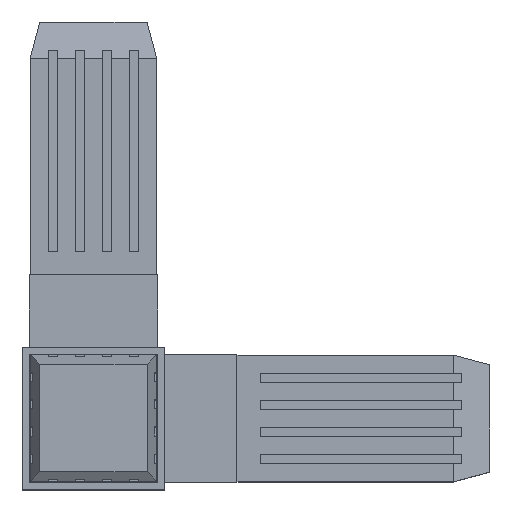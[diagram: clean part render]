
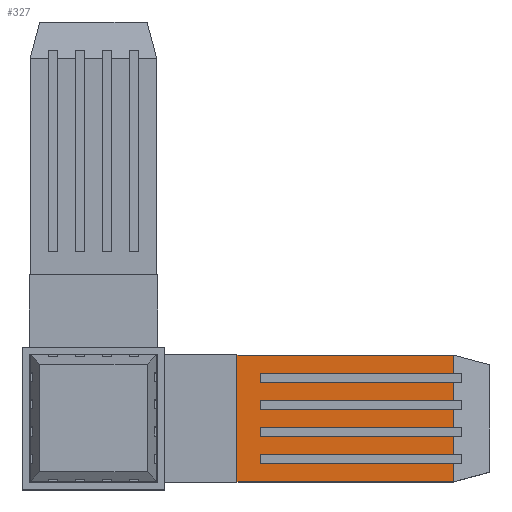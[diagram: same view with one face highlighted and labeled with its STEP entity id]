
A CAD part, top view. The second image highlights one B-rep face of the part: STEP entity #327.
In plain terms, the highlighted planar face has unit normal (0, 0, 1).
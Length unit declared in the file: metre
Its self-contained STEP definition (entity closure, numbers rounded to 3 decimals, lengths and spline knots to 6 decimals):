
#327=ADVANCED_FACE('',(#855),#856,.T.);
#855=FACE_OUTER_BOUND('',#1594,.T.);
#856=PLANE('',#1595);
#1594=EDGE_LOOP('',(#2520,#2521,#2522,#2523,#2524,#2525,#2526,#2527,#2528,#2529,#2530,#2531,#2532,#2533,#2534,#2535,#2536,#2537,#2538,#2539));
#1595=AXIS2_PLACEMENT_3D('',#2540,#2541,#2542);
#2520=ORIENTED_EDGE('',*,*,#4755,.T.);
#2521=ORIENTED_EDGE('',*,*,#4756,.T.);
#2522=ORIENTED_EDGE('',*,*,#4757,.T.);
#2523=ORIENTED_EDGE('',*,*,#4758,.T.);
#2524=ORIENTED_EDGE('',*,*,#4759,.T.);
#2525=ORIENTED_EDGE('',*,*,#4760,.T.);
#2526=ORIENTED_EDGE('',*,*,#4761,.T.);
#2527=ORIENTED_EDGE('',*,*,#4762,.T.);
#2528=ORIENTED_EDGE('',*,*,#4751,.T.);
#2529=ORIENTED_EDGE('',*,*,#4763,.T.);
#2530=ORIENTED_EDGE('',*,*,#4764,.T.);
#2531=ORIENTED_EDGE('',*,*,#4765,.T.);
#2532=ORIENTED_EDGE('',*,*,#4766,.T.);
#2533=ORIENTED_EDGE('',*,*,#4767,.T.);
#2534=ORIENTED_EDGE('',*,*,#4768,.F.);
#2535=ORIENTED_EDGE('',*,*,#4769,.F.);
#2536=ORIENTED_EDGE('',*,*,#4770,.F.);
#2537=ORIENTED_EDGE('',*,*,#4771,.T.);
#2538=ORIENTED_EDGE('',*,*,#4772,.T.);
#2539=ORIENTED_EDGE('',*,*,#4773,.T.);
#2540=CARTESIAN_POINT('',(0.567995,0.012535,0.023673));
#2541=DIRECTION('',(0.0,0.0,1.0));
#2542=DIRECTION('',(1.0,0.0,0.0));
#4751=EDGE_CURVE('',#5822,#5820,#5823,.T.);
#4755=EDGE_CURVE('',#5828,#5829,#5830,.T.);
#4756=EDGE_CURVE('',#5829,#5831,#5832,.T.);
#4757=EDGE_CURVE('',#5831,#5833,#5834,.T.);
#4758=EDGE_CURVE('',#5833,#5835,#5836,.T.);
#4759=EDGE_CURVE('',#5835,#5837,#5838,.T.);
#4760=EDGE_CURVE('',#5837,#5839,#5840,.T.);
#4761=EDGE_CURVE('',#5839,#5841,#5842,.T.);
#4762=EDGE_CURVE('',#5841,#5822,#5843,.T.);
#4763=EDGE_CURVE('',#5820,#5844,#5845,.T.);
#4764=EDGE_CURVE('',#5844,#5846,#5847,.T.);
#4765=EDGE_CURVE('',#5846,#5848,#5849,.T.);
#4766=EDGE_CURVE('',#5848,#5850,#5851,.T.);
#4767=EDGE_CURVE('',#5850,#5852,#5853,.T.);
#4768=EDGE_CURVE('',#5854,#5852,#5855,.T.);
#4769=EDGE_CURVE('',#5856,#5854,#5857,.T.);
#4770=EDGE_CURVE('',#5858,#5856,#5859,.T.);
#4771=EDGE_CURVE('',#5858,#5860,#5861,.T.);
#4772=EDGE_CURVE('',#5860,#5862,#5863,.T.);
#4773=EDGE_CURVE('',#5862,#5828,#5864,.T.);
#5820=VERTEX_POINT('',#7352);
#5822=VERTEX_POINT('',#7355);
#5823=LINE('',#7356,#7357);
#5828=VERTEX_POINT('',#7364);
#5829=VERTEX_POINT('',#7365);
#5830=LINE('',#7366,#7367);
#5831=VERTEX_POINT('',#7368);
#5832=LINE('',#7369,#7370);
#5833=VERTEX_POINT('',#7371);
#5834=LINE('',#7372,#7373);
#5835=VERTEX_POINT('',#7374);
#5836=LINE('',#7375,#7376);
#5837=VERTEX_POINT('',#7377);
#5838=LINE('',#7378,#7379);
#5839=VERTEX_POINT('',#7380);
#5840=LINE('',#7381,#7382);
#5841=VERTEX_POINT('',#7383);
#5842=LINE('',#7384,#7385);
#5843=LINE('',#7386,#7387);
#5844=VERTEX_POINT('',#7388);
#5845=LINE('',#7389,#7390);
#5846=VERTEX_POINT('',#7391);
#5847=LINE('',#7392,#7393);
#5848=VERTEX_POINT('',#7394);
#5849=LINE('',#7395,#7396);
#5850=VERTEX_POINT('',#7397);
#5851=LINE('',#7398,#7399);
#5852=VERTEX_POINT('',#7400);
#5853=LINE('',#7401,#7402);
#5854=VERTEX_POINT('',#7403);
#5855=LINE('',#7404,#7405);
#5856=VERTEX_POINT('',#7406);
#5857=LINE('',#7407,#7408);
#5858=VERTEX_POINT('',#7409);
#5859=LINE('',#7410,#7411);
#5860=VERTEX_POINT('',#7412);
#5861=LINE('',#7413,#7414);
#5862=VERTEX_POINT('',#7415);
#5863=LINE('',#7416,#7417);
#5864=LINE('',#7418,#7419);
#7352=CARTESIAN_POINT('',(0.58387,0.015716,0.023673));
#7355=CARTESIAN_POINT('',(0.549891,0.015716,0.023673));
#7356=CARTESIAN_POINT('',(0.570529,0.015716,0.023673));
#7357=VECTOR('',#9084,1.0);
#7364=CARTESIAN_POINT('',(0.549891,0.00617,0.023673));
#7365=CARTESIAN_POINT('',(0.58387,0.00617,0.023673));
#7366=CARTESIAN_POINT('',(0.570529,0.00617,0.023673));
#7367=VECTOR('',#9087,1.0);
#7368=CARTESIAN_POINT('',(0.58387,0.009355,0.023673));
#7369=CARTESIAN_POINT('',(0.58387,0.012535,0.023673));
#7370=VECTOR('',#9088,1.0);
#7371=CARTESIAN_POINT('',(0.549891,0.009355,0.023673));
#7372=CARTESIAN_POINT('',(0.570529,0.009355,0.023673));
#7373=VECTOR('',#9089,1.0);
#7374=CARTESIAN_POINT('',(0.549891,0.010943,0.023673));
#7375=CARTESIAN_POINT('',(0.549891,0.009355,0.023673));
#7376=VECTOR('',#9090,1.0);
#7377=CARTESIAN_POINT('',(0.58387,0.010943,0.023673));
#7378=CARTESIAN_POINT('',(0.570529,0.010943,0.023673));
#7379=VECTOR('',#9091,1.0);
#7380=CARTESIAN_POINT('',(0.58387,0.014128,0.023673));
#7381=CARTESIAN_POINT('',(0.58387,0.012535,0.023673));
#7382=VECTOR('',#9092,1.0);
#7383=CARTESIAN_POINT('',(0.549891,0.014128,0.023673));
#7384=CARTESIAN_POINT('',(0.570529,0.014128,0.023673));
#7385=VECTOR('',#9093,1.0);
#7386=CARTESIAN_POINT('',(0.549891,0.014128,0.023673));
#7387=VECTOR('',#9094,1.0);
#7388=CARTESIAN_POINT('',(0.58387,0.018901,0.023673));
#7389=CARTESIAN_POINT('',(0.58387,0.012535,0.023673));
#7390=VECTOR('',#9095,1.0);
#7391=CARTESIAN_POINT('',(0.549891,0.018901,0.023673));
#7392=CARTESIAN_POINT('',(0.570529,0.018901,0.023673));
#7393=VECTOR('',#9096,1.0);
#7394=CARTESIAN_POINT('',(0.549891,0.020488,0.023673));
#7395=CARTESIAN_POINT('',(0.549891,0.018901,0.023673));
#7396=VECTOR('',#9097,1.0);
#7397=CARTESIAN_POINT('',(0.58387,0.020488,0.023673));
#7398=CARTESIAN_POINT('',(0.570529,0.020488,0.023673));
#7399=VECTOR('',#9098,1.0);
#7400=CARTESIAN_POINT('',(0.58387,0.023673,0.023673));
#7401=CARTESIAN_POINT('',(0.58387,0.012535,0.023673));
#7402=VECTOR('',#9099,1.0);
#7403=CARTESIAN_POINT('',(0.54577,0.023673,0.023673));
#7404=CARTESIAN_POINT('',(0.567995,0.023673,0.023673));
#7405=VECTOR('',#9100,1.0);
#7406=CARTESIAN_POINT('',(0.54577,0.001397,0.023673));
#7407=CARTESIAN_POINT('',(0.54577,0.012535,0.023673));
#7408=VECTOR('',#9101,1.0);
#7409=CARTESIAN_POINT('',(0.58387,0.001397,0.023673));
#7410=CARTESIAN_POINT('',(0.567995,0.001397,0.023673));
#7411=VECTOR('',#9102,1.0);
#7412=CARTESIAN_POINT('',(0.58387,0.004583,0.023673));
#7413=CARTESIAN_POINT('',(0.58387,0.012535,0.023673));
#7414=VECTOR('',#9103,1.0);
#7415=CARTESIAN_POINT('',(0.549891,0.004583,0.023673));
#7416=CARTESIAN_POINT('',(0.570529,0.004583,0.023673));
#7417=VECTOR('',#9104,1.0);
#7418=CARTESIAN_POINT('',(0.549891,0.004583,0.023673));
#7419=VECTOR('',#9105,1.0);
#9084=DIRECTION('',(1.0,0.0,0.0));
#9087=DIRECTION('',(1.0,0.0,0.0));
#9088=DIRECTION('',(0.0,1.0,0.0));
#9089=DIRECTION('',(-1.0,0.0,0.0));
#9090=DIRECTION('',(0.0,1.0,0.0));
#9091=DIRECTION('',(1.0,0.0,0.0));
#9092=DIRECTION('',(0.0,1.0,0.0));
#9093=DIRECTION('',(-1.0,0.0,0.0));
#9094=DIRECTION('',(0.0,1.0,0.0));
#9095=DIRECTION('',(0.0,1.0,0.0));
#9096=DIRECTION('',(-1.0,0.0,0.0));
#9097=DIRECTION('',(0.0,1.0,0.0));
#9098=DIRECTION('',(1.0,0.0,0.0));
#9099=DIRECTION('',(0.0,1.0,0.0));
#9100=DIRECTION('',(1.0,0.0,0.0));
#9101=DIRECTION('',(0.0,1.0,0.0));
#9102=DIRECTION('',(-1.0,0.0,0.0));
#9103=DIRECTION('',(0.0,1.0,0.0));
#9104=DIRECTION('',(-1.0,0.0,0.0));
#9105=DIRECTION('',(0.0,1.0,0.0));
